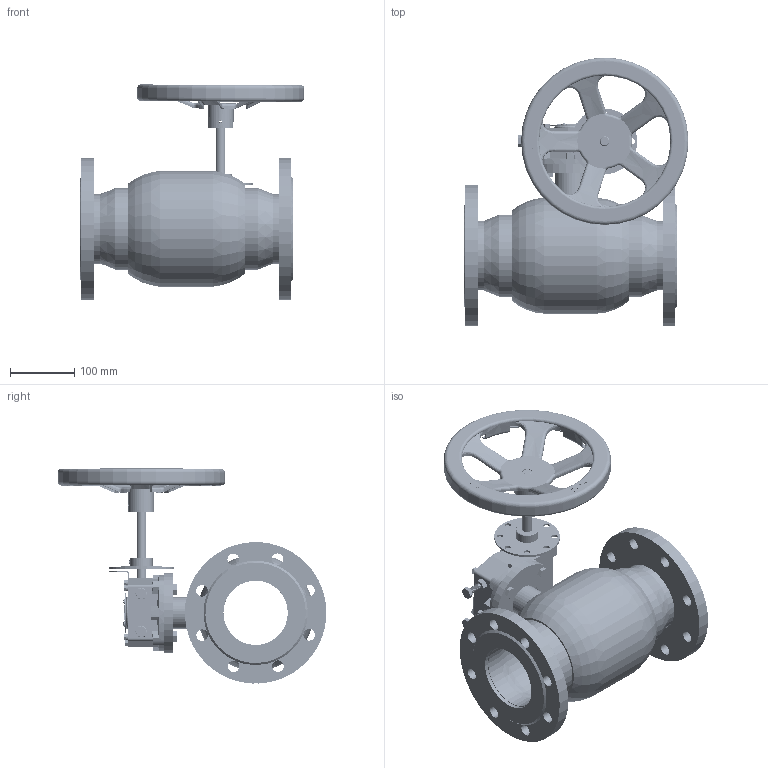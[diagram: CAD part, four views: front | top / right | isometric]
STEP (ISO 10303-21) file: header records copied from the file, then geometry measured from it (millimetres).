
FILE_DESCRIPTION (( 'STEP AP214' ), '1' );
FILE_NAME ('籵噤DN100楊擘恘謫⑩概PN16.STEP', '2026-01-28T03:52:53', ( '' ), ( '' ), 'SwSTEP 2.0', 'SolidWorks 2022', '' );
FILE_SCHEMA (( 'AUTOMOTIVE_DESIGN' ));
Length unit declared in the file: millimetre
Products named in the file (28): 硌尨齪.stp; 忒謫.stp; 恘謫tl.stp; 125-150恘謫; 粟菜6.stp; hexagon head bolts-full thread gb_GB_FASTENER_BOLT_STBAB A M10X20-N; 100楊擘1.6; 蹟隊M4-8.stp; 100籵噤諉; 鞠M6-16.stp; 階佪M8-12側.stp; 坶殤.stp; Q61F-125-5粣杶; 眊极.stp; 50-3.stp; 蹟譫10.stp; 恘裝.stp; 粟种5-40.stp; AXK1528.stp; 滇蝶輸.stp; 鞠M10-55.stp; 通径DN100法兰蜗轮球阀PN16; 150恘謫.stp; Q61F-125-1概极樓馱; 坶攫.stp; 眊裔.stp; 源粣杶.stp; 125-150攫 - 萵掛
Assembly tree (47 placements, depth 4):
  通径DN100法兰蜗轮球阀PN16
    Q61F-125-1概极樓馱
    Q61F-125-5粣杶
    125-150攫 - 萵掛
    125-150恘謫
      150恘謫.stp
        眊极.stp
        恘裝.stp
        AXK1528.stp  x2
        源粣杶.stp  x2
        滇蝶輸.stp
        眊裔.stp
        坶殤.stp
        坶攫.stp
        階佪M8-12側.stp
        粟菜6.stp  x6
        鞠M6-16.stp  x6
        粟种5-40.stp
        忒謫.stp
        恘謫tl.stp
        50-3.stp
        鞠M10-55.stp  x2
        蹟譫10.stp  x2
        硌尨齪.stp
        蹟隊M4-8.stp  x2
    hexagon head bolts-full thread gb_GB_FASTENER_BOLT_STBAB A M10X20-N  x4
    100籵噤諉  x2
    100楊擘1.6  x2
Bounding box: 349.38 x 417.41 x 334.2 mm (x, y, z)
Volume: 3106166.9 mm3; surface area: 955366.5 mm2
Topology: 45 solids, 45 shells, 3775 faces, 10388 edges, 6745 vertices
Faces by surface type: cylinder 2241, plane 854, cone 340, bspline 219, torus 117, sphere 4
Entity records: 187456 total; most frequent: CARTESIAN_POINT 121254, ORIENTED_EDGE 15280, DIRECTION 10966, EDGE_CURVE 7640, VERTEX_POINT 4981, AXIS2_PLACEMENT_3D 4125, B_SPLINE_CURVE_WITH_KNOTS 3415, EDGE_LOOP 2987
